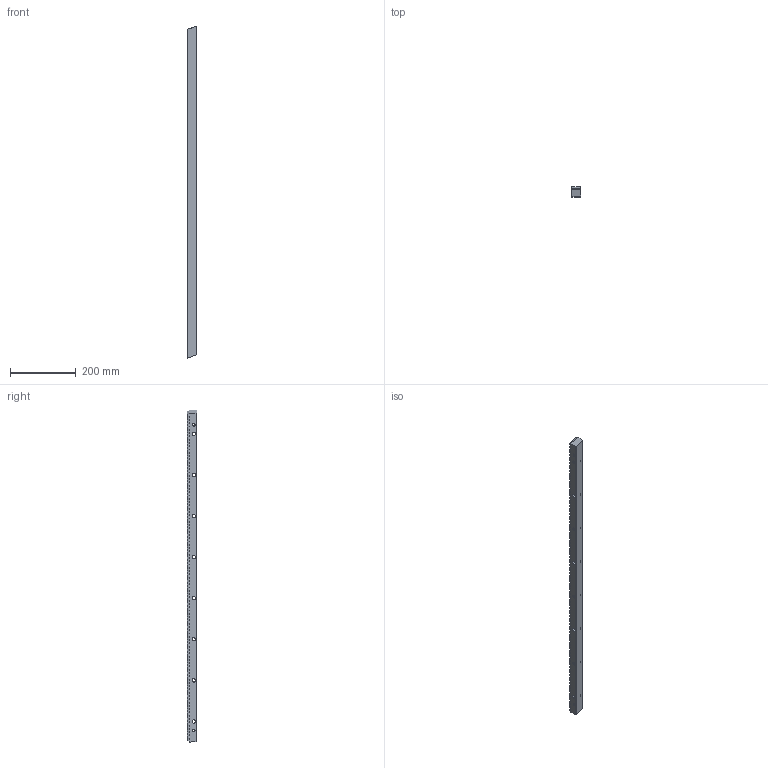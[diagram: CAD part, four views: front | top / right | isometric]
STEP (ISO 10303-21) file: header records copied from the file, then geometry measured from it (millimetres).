
FILE_DESCRIPTION (( 'STEP AP203' ), '1' );
FILE_NAME ('74020005.step', '2020-10-13T13:30:31', ( '' ), ( '' ), 'SwSTEP 2.0', 'SolidWorks 2019', '' );
FILE_SCHEMA (( 'CONFIG_CONTROL_DESIGN' ));
Length unit declared in the file: inch
Products named in the file (1): 74020005
Bounding box: 29 x 29 x 1010.29 mm (x, y, z)
Volume: 718729.1 mm3; surface area: 144997.8 mm2
Topology: 1 solids, 1 shells, 852 faces, 2526 edges, 1684 vertices
Faces by surface type: plane 616, bspline 200, cylinder 36
Entity records: 28681 total; most frequent: CARTESIAN_POINT 7663, ORIENTED_EDGE 5052, DIRECTION 3504, EDGE_CURVE 2526, VECTOR 2054, LINE 2054, VERTEX_POINT 1684, EDGE_LOOP 880
